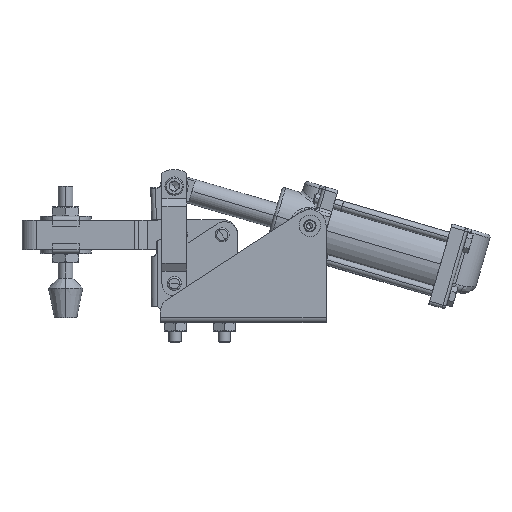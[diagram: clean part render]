
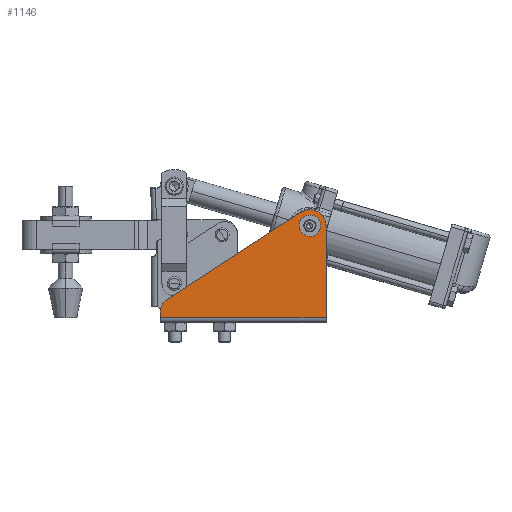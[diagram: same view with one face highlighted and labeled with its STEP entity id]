
A CAD part, top view. The second image highlights one B-rep face of the part: STEP entity #1146.
In plain terms, the highlighted planar face has unit normal (0, 0, 1).
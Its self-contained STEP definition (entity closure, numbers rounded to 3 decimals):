
#1000 = EDGE_CURVE ( 'NONE', #11412, #26702, #24713, .T. ) ;
#1006 = VECTOR ( 'NONE', #8060, 1000. ) ;
#1146 = ADVANCED_FACE ( 'NONE', ( #12123, #19839 ), #26557, .F. ) ;
#1248 = CIRCLE ( 'NONE', #20025, 10. ) ;
#1470 = DIRECTION ( 'NONE',  ( 0., 1., 0. ) ) ;
#1538 = DIRECTION ( 'NONE',  ( 0., 0., -1. ) ) ;
#2323 = VERTEX_POINT ( 'NONE', #18798 ) ;
#2689 = CARTESIAN_POINT ( 'NONE',  ( -40., 3.382, 36.5 ) ) ;
#3125 = CARTESIAN_POINT ( 'NONE',  ( 57.2, 0.01, 36.5 ) ) ;
#3648 = VERTEX_POINT ( 'NONE', #3125 ) ;
#3959 = EDGE_LOOP ( 'NONE', ( #11700, #14671 ) ) ;
#4620 = CARTESIAN_POINT ( 'NONE',  ( 53.139, 76.031, 36.5 ) ) ;
#4730 = EDGE_CURVE ( 'NONE', #3648, #16346, #21624, .T. ) ;
#5418 = CARTESIAN_POINT ( 'NONE',  ( 46.7, 59.3, 36.5 ) ) ;
#5561 = VECTOR ( 'NONE', #30804, 1000. ) ;
#6236 = CARTESIAN_POINT ( 'NONE',  ( 57.2, 69.8, 36.5 ) ) ;
#7873 = ORIENTED_EDGE ( 'NONE', *, *, #16041, .F. ) ;
#8016 = DIRECTION ( 'NONE',  ( 0., 1., 0. ) ) ;
#8060 = DIRECTION ( 'NONE',  ( 0., -1., 0. ) ) ;
#8425 = DIRECTION ( 'NONE',  ( 0., 0., -1. ) ) ;
#8754 = DIRECTION ( 'NONE',  ( 0., 1., 0. ) ) ;
#8925 = CARTESIAN_POINT ( 'NONE',  ( 57.2, 0.01, 36.5 ) ) ;
#9393 = CIRCLE ( 'NONE', #24340, 6.95 ) ;
#9556 = EDGE_CURVE ( 'NONE', #31259, #10422, #1248, .T. ) ;
#9815 = DIRECTION ( 'NONE',  ( 0.838, 0.546, 0. ) ) ;
#9820 = ORIENTED_EDGE ( 'NONE', *, *, #1000, .F. ) ;
#10422 = VERTEX_POINT ( 'NONE', #23778 ) ;
#10607 = DIRECTION ( 'NONE',  ( 0., 0., 1. ) ) ;
#11412 = VERTEX_POINT ( 'NONE', #18587 ) ;
#11700 = ORIENTED_EDGE ( 'NONE', *, *, #32730, .F. ) ;
#11902 = CARTESIAN_POINT ( 'NONE',  ( 57.2, 59.3, 36.5 ) ) ;
#11938 = CARTESIAN_POINT ( 'NONE',  ( 40.966, 68.096, 36.5 ) ) ;
#12123 = FACE_BOUND ( 'NONE', #3959, .T. ) ;
#12467 = VECTOR ( 'NONE', #9815, 1000. ) ;
#13956 = VECTOR ( 'NONE', #22120, 1000. ) ;
#14671 = ORIENTED_EDGE ( 'NONE', *, *, #25850, .F. ) ;
#15160 = VERTEX_POINT ( 'NONE', #11938 ) ;
#15322 = CARTESIAN_POINT ( 'NONE',  ( 57.2, 69.8, 36.5 ) ) ;
#15477 = ORIENTED_EDGE ( 'NONE', *, *, #9556, .F. ) ;
#16041 = EDGE_CURVE ( 'NONE', #26702, #3648, #20142, .T. ) ;
#16346 = VERTEX_POINT ( 'NONE', #29514 ) ;
#16915 = CARTESIAN_POINT ( 'NONE',  ( 46.7, 59.3, 36.5 ) ) ;
#17037 = CARTESIAN_POINT ( 'NONE',  ( 46.7, 59.3, 36.5 ) ) ;
#17108 = ORIENTED_EDGE ( 'NONE', *, *, #24917, .T. ) ;
#18587 = CARTESIAN_POINT ( 'NONE',  ( 46.7, 69.8, 36.5 ) ) ;
#18650 = AXIS2_PLACEMENT_3D ( 'NONE', #17037, #1538, #19663 ) ;
#18798 = CARTESIAN_POINT ( 'NONE',  ( 39.921, 60.831, 36.5 ) ) ;
#19367 = LINE ( 'NONE', #4620, #12467 ) ;
#19663 = DIRECTION ( 'NONE',  ( 0., 1., 0. ) ) ;
#19839 = FACE_OUTER_BOUND ( 'NONE', #21576, .T. ) ;
#20025 = AXIS2_PLACEMENT_3D ( 'NONE', #2689, #22158, #1470 ) ;
#20142 = LINE ( 'NONE', #15322, #5561 ) ;
#20926 = CARTESIAN_POINT ( 'NONE',  ( 53.479, 57.769, 36.5 ) ) ;
#21576 = EDGE_LOOP ( 'NONE', ( #15477, #17108, #27260, #7873, #9820, #29323, #29778 ) ) ;
#21624 = LINE ( 'NONE', #8925, #13956 ) ;
#21651 = LINE ( 'NONE', #23605, #1006 ) ;
#22120 = DIRECTION ( 'NONE',  ( -1., 0., 0. ) ) ;
#22158 = DIRECTION ( 'NONE',  ( 0., 0., -1. ) ) ;
#23550 = DIRECTION ( 'NONE',  ( 0., 0., 1. ) ) ;
#23605 = CARTESIAN_POINT ( 'NONE',  ( -50., 69.8, 36.5 ) ) ;
#23778 = CARTESIAN_POINT ( 'NONE',  ( -45.461, 11.759, 36.5 ) ) ;
#24185 = DIRECTION ( 'NONE',  ( 0., 1., 0. ) ) ;
#24340 = AXIS2_PLACEMENT_3D ( 'NONE', #5418, #23550, #8016 ) ;
#24713 = CIRCLE ( 'NONE', #25432, 10.5 ) ;
#24917 = EDGE_CURVE ( 'NONE', #31259, #16346, #21651, .T. ) ;
#25432 = AXIS2_PLACEMENT_3D ( 'NONE', #16915, #8425, #24185 ) ;
#25850 = EDGE_CURVE ( 'NONE', #29393, #2323, #9393, .T. ) ;
#26139 = CARTESIAN_POINT ( 'NONE',  ( 46.7, 59.3, 36.5 ) ) ;
#26557 = PLANE ( 'NONE',  #29961 ) ;
#26702 = VERTEX_POINT ( 'NONE', #11902 ) ;
#27260 = ORIENTED_EDGE ( 'NONE', *, *, #4730, .F. ) ;
#27402 = EDGE_CURVE ( 'NONE', #10422, #15160, #19367, .T. ) ;
#28683 = DIRECTION ( 'NONE',  ( 0., 1., 0. ) ) ;
#29241 = CARTESIAN_POINT ( 'NONE',  ( -50., 3.382, 36.5 ) ) ;
#29297 = CIRCLE ( 'NONE', #30943, 6.95 ) ;
#29323 = ORIENTED_EDGE ( 'NONE', *, *, #31380, .F. ) ;
#29393 = VERTEX_POINT ( 'NONE', #20926 ) ;
#29514 = CARTESIAN_POINT ( 'NONE',  ( -50., 0.01, 36.5 ) ) ;
#29778 = ORIENTED_EDGE ( 'NONE', *, *, #27402, .F. ) ;
#29961 = AXIS2_PLACEMENT_3D ( 'NONE', #6236, #30581, #8754 ) ;
#30402 = CIRCLE ( 'NONE', #18650, 10.5 ) ;
#30581 = DIRECTION ( 'NONE',  ( 0., 0., -1. ) ) ;
#30804 = DIRECTION ( 'NONE',  ( 0., -1., 0. ) ) ;
#30943 = AXIS2_PLACEMENT_3D ( 'NONE', #26139, #10607, #28683 ) ;
#31259 = VERTEX_POINT ( 'NONE', #29241 ) ;
#31380 = EDGE_CURVE ( 'NONE', #15160, #11412, #30402, .T. ) ;
#32730 = EDGE_CURVE ( 'NONE', #2323, #29393, #29297, .T. ) ;
